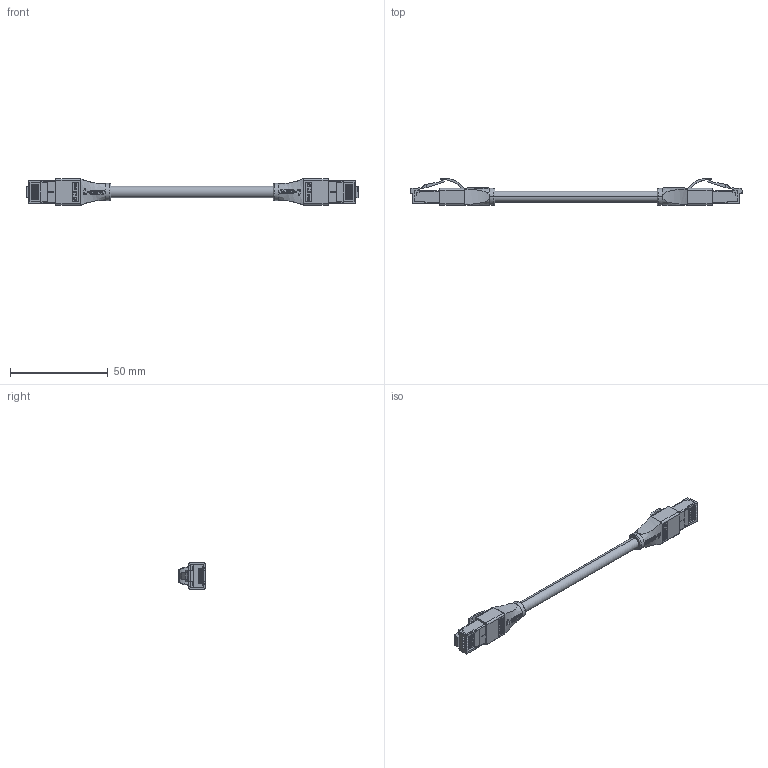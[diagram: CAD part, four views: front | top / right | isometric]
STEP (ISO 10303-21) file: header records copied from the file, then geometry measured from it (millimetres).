
FILE_DESCRIPTION (( 'STEP AP214' ), '1' );
FILE_NAME ('TRD695SCR.STEP', '2012-11-06T19:46:47', ( 'x' ), ( '' ), 'SwSTEP 2.0', 'SolidWorks 2012', '' );
FILE_SCHEMA (( 'AUTOMOTIVE_DESIGN' ));
Length unit declared in the file: inch
Products named in the file (9): 1AY01-037_raised logo; 1AD03-013_crimped; TDS8PC5-MA3; 1AD03-013-MA4_crimped strain relief; 1AD03-013-MA1; 1AD03-013-MA2; 1AD03-013-MA3; 1AL04-006; TRD695SCR
Assembly tree (17 placements, depth 3):
  TRD695SCR
    1AL04-006
    1AD03-013_crimped  x2
      1AD03-013-MA3
      1AD03-013-MA2
      1AD03-013-MA1
      1AD03-013-MA4_crimped strain relief
      TDS8PC5-MA3
    1AY01-037_raised logo  x2
Bounding box: 170.24 x 14.16 x 13.67 mm (x, y, z)
Volume: 7772.8 mm3; surface area: 12693 mm2
Topology: 27 solids, 27 shells, 2998 faces, 8622 edges, 5640 vertices
Faces by surface type: plane 2494, cylinder 316, bspline 144, sphere 36, torus 8
Entity records: 50240 total; most frequent: CARTESIAN_POINT 17873, ORIENTED_EDGE 7748, DIRECTION 5028, EDGE_CURVE 3874, VERTEX_POINT 2538, VECTOR 1960, LINE 1960, B_SPLINE_CURVE_WITH_KNOTS 1615
